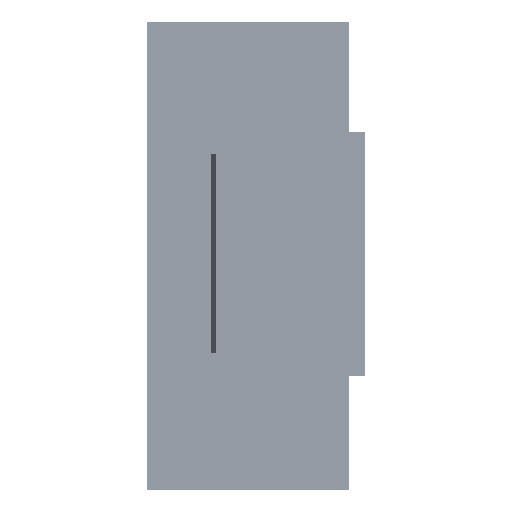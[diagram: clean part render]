
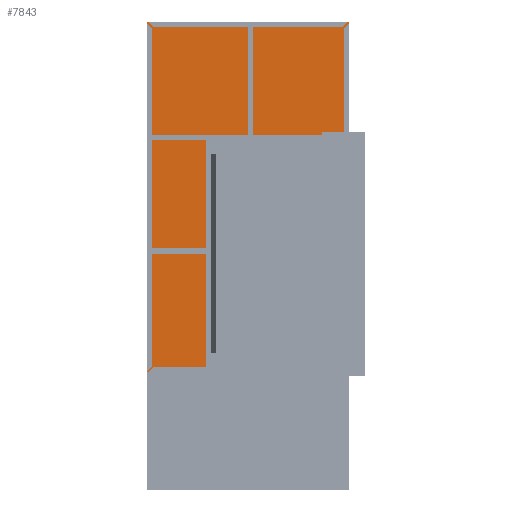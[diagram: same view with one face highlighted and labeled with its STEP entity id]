
A CAD part, front view. The second image highlights one B-rep face of the part: STEP entity #7843.
In plain terms, the highlighted free-form (B-spline) face has degree [1, 1] with [2, 2] control points.
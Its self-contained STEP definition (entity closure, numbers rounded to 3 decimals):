
#7706 = VERTEX_POINT('',#7707);
#7707 = CARTESIAN_POINT('',(-2036.119,1296.101,
    -88.531));
#7720 = VERTEX_POINT('',#7721);
#7721 = CARTESIAN_POINT('',(77.908,1296.101,
    -88.531));
#7726 = EDGE_CURVE('',#7720,#7706,#7727,.T.);
#7727 = B_SPLINE_CURVE_WITH_KNOTS('',1,(#7728,#7729),.UNSPECIFIED.,.F.,
  .F.,(2,2),(-2140.,-647.574),.PIECEWISE_BEZIER_KNOTS.);
#7728 = CARTESIAN_POINT('',(77.908,1296.101,
    -88.531));
#7729 = CARTESIAN_POINT('',(-2036.119,1296.101,
    -88.531));
#7739 = EDGE_CURVE('',#7740,#7742,#7744,.T.);
#7740 = VERTEX_POINT('',#7741);
#7741 = CARTESIAN_POINT('',(-2953.409,1296.101,
    -3619.166));
#7742 = VERTEX_POINT('',#7743);
#7743 = CARTESIAN_POINT('',(-2953.409,1296.101,
    1650.226));
#7744 = B_SPLINE_CURVE_WITH_KNOTS('',1,(#7745,#7746),.UNSPECIFIED.,.F.,
  .F.,(2,2),(-3720.,0.),.PIECEWISE_BEZIER_KNOTS.);
#7745 = CARTESIAN_POINT('',(-2953.409,1296.101,
    -3619.166));
#7746 = CARTESIAN_POINT('',(-2953.409,1296.101,
    1650.226));
#7775 = EDGE_CURVE('',#7742,#7776,#7778,.T.);
#7776 = VERTEX_POINT('',#7777);
#7777 = CARTESIAN_POINT('',(77.908,1296.101,
    1650.226));
#7778 = B_SPLINE_CURVE_WITH_KNOTS('',1,(#7779,#7780),.UNSPECIFIED.,.F.,
  .F.,(2,2),(0.,2140.),.PIECEWISE_BEZIER_KNOTS.);
#7779 = CARTESIAN_POINT('',(-2953.409,1296.101,
    1650.226));
#7780 = CARTESIAN_POINT('',(77.908,1296.101,
    1650.226));
#7803 = EDGE_CURVE('',#7776,#7720,#7804,.T.);
#7804 = B_SPLINE_CURVE_WITH_KNOTS('',1,(#7805,#7806),.UNSPECIFIED.,.F.,
  .F.,(2,2),(0.,1227.5),.PIECEWISE_BEZIER_KNOTS.);
#7805 = CARTESIAN_POINT('',(77.908,1296.101,
    1650.226));
#7806 = CARTESIAN_POINT('',(77.908,1296.101,
    -88.531));
#7843 = ADVANCED_FACE('',(#7844),#7862,.T.);
#7844 = FACE_BOUND('',#7845,.T.);
#7845 = EDGE_LOOP('',(#7846,#7847,#7854,#7859,#7860,#7861));
#7846 = ORIENTED_EDGE('',*,*,#7739,.F.);
#7847 = ORIENTED_EDGE('',*,*,#7848,.F.);
#7848 = EDGE_CURVE('',#7849,#7740,#7851,.T.);
#7849 = VERTEX_POINT('',#7850);
#7850 = CARTESIAN_POINT('',(-2036.119,1296.101,
    -3619.166));
#7851 = B_SPLINE_CURVE_WITH_KNOTS('',1,(#7852,#7853),.UNSPECIFIED.,.F.,
  .F.,(2,2),(-647.574,-0.),.PIECEWISE_BEZIER_KNOTS.);
#7852 = CARTESIAN_POINT('',(-2036.119,1296.101,
    -3619.166));
#7853 = CARTESIAN_POINT('',(-2953.409,1296.101,
    -3619.166));
#7854 = ORIENTED_EDGE('',*,*,#7855,.F.);
#7855 = EDGE_CURVE('',#7706,#7849,#7856,.T.);
#7856 = B_SPLINE_CURVE_WITH_KNOTS('',1,(#7857,#7858),.UNSPECIFIED.,.F.,
  .F.,(2,2),(-2492.5,-0.),.PIECEWISE_BEZIER_KNOTS.);
#7857 = CARTESIAN_POINT('',(-2036.119,1296.101,
    -88.531));
#7858 = CARTESIAN_POINT('',(-2036.119,1296.101,
    -3619.166));
#7859 = ORIENTED_EDGE('',*,*,#7726,.F.);
#7860 = ORIENTED_EDGE('',*,*,#7803,.F.);
#7861 = ORIENTED_EDGE('',*,*,#7775,.F.);
#7862 = B_SPLINE_SURFACE_WITH_KNOTS('',1,1,(
    (#7863,#7864)
    ,(#7865,#7866
    )),.UNSPECIFIED.,.F.,.F.,.F.,(2,2),(2,2),(-2085.,55.
    ),(-2555.,1165.),.PIECEWISE_BEZIER_KNOTS.);
#7863 = CARTESIAN_POINT('',(-2953.409,1296.101,
    -3619.166));
#7864 = CARTESIAN_POINT('',(-2953.409,1296.101,
    1650.226));
#7865 = CARTESIAN_POINT('',(77.908,1296.101,
    -3619.166));
#7866 = CARTESIAN_POINT('',(77.908,1296.101,
    1650.226));
